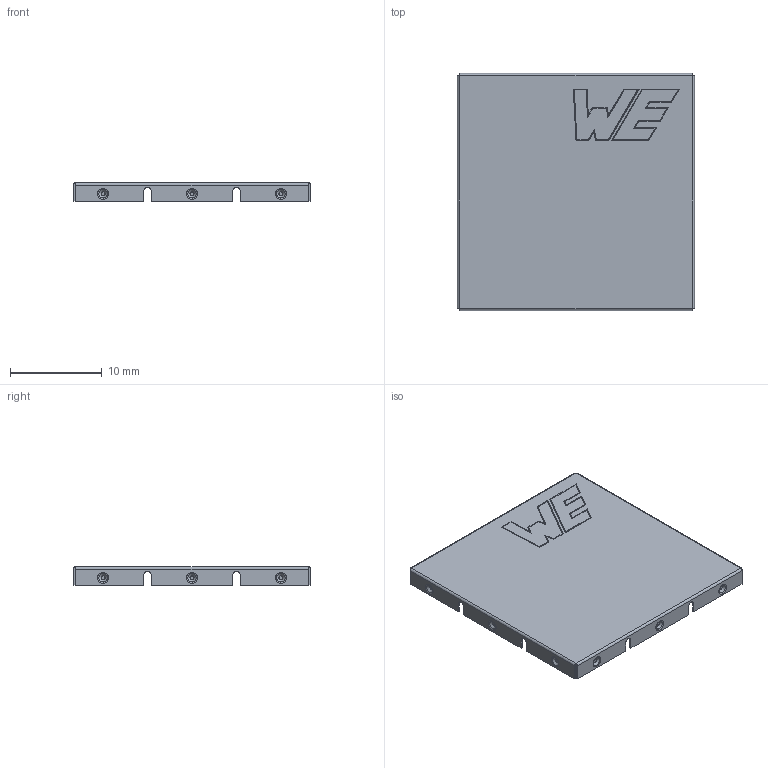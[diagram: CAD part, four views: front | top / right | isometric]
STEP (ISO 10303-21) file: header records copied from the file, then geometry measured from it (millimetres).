
FILE_DESCRIPTION( ( 'Unknown' ), '1' );
FILE_NAME( '36003250S.stp', 'Unknown', ( 'Unknown' ), ( 'Unknown' ), 'PSStep 19.0.9', 'Unknown', ' ' );
FILE_SCHEMA( ( 'AUTOMOTIVE_DESIGN { 1 0 10303 214 1 1 1 1 }' ) );
Length unit declared in the file: millimetre
Products named in the file (1): 1
Bounding box: 25.86 x 25.86 x 2 mm (x, y, z)
Volume: 167.6 mm3; surface area: 1709.8 mm2
Topology: 1 solids, 1 shells, 214 faces, 514 edges, 329 vertices
Faces by surface type: plane 126, torus 48, cone 24, cylinder 16
Entity records: 7310 total; most frequent: DIRECTION 976, CARTESIAN_POINT 938, ORIENTED_EDGE 836, EDGE_CURVE 418, AXIS2_PLACEMENT_3D 343, EDGE_LOOP 313, VERTEX_POINT 305, LINE 290
